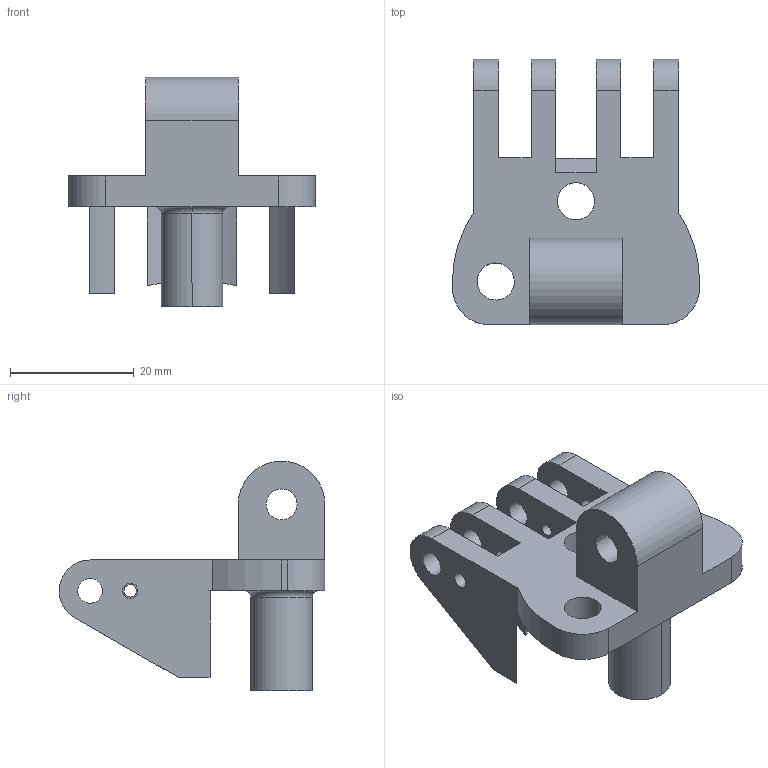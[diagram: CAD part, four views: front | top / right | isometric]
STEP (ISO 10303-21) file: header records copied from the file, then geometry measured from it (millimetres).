
FILE_DESCRIPTION(('CATIA V5 STEP Exchange'),'2;1');
FILE_NAME('Charniere Male 3 alu - Trou 0 degre - 02 - articulation double.stp','2017-10-17T08:34:22+00:00',('none'),('none'),'CATIA Version 5 Release 21 GA (IN-10)','CATIA V5 STEP AP203','none');
FILE_SCHEMA(('CONFIG_CONTROL_DESIGN'));
Length unit declared in the file: millimetre
Products named in the file (1): Charniere Male 3 alu - Trou 0 degre - 02 - articulation double
Bounding box: 40 x 43 x 37.2 mm (x, y, z)
Volume: 11962.2 mm3; surface area: 7236.4 mm2
Topology: 1 solids, 1 shells, 70 faces, 199 edges, 131 vertices
Faces by surface type: cylinder 39, plane 27, torus 2, cone 2
Entity records: 2151 total; most frequent: ORIENTED_EDGE 394, CARTESIAN_POINT 375, DIRECTION 275, EDGE_CURVE 197, VERTEX_POINT 131, AXIS2_PLACEMENT_3D 121, VECTOR 115, LINE 115
